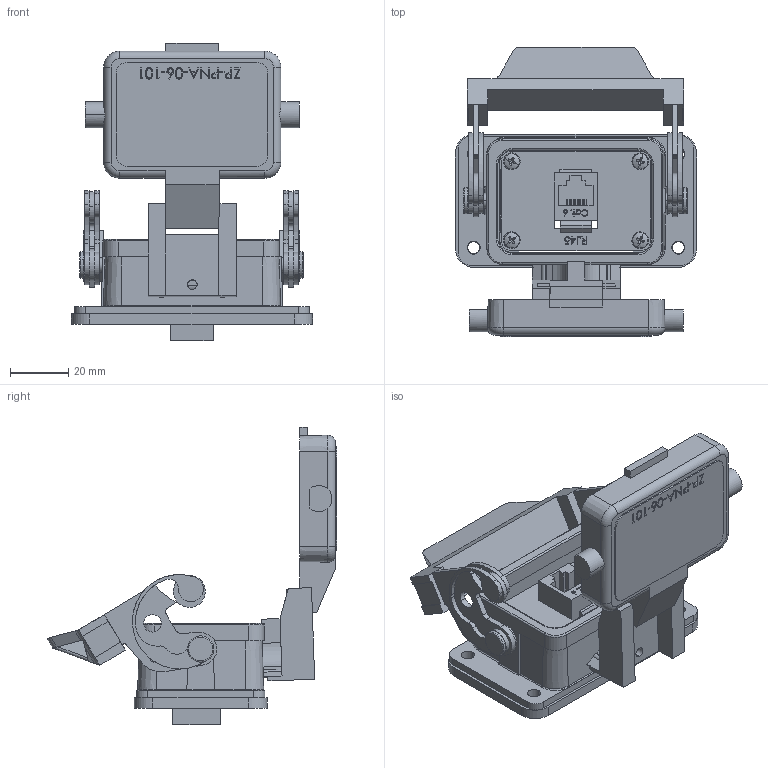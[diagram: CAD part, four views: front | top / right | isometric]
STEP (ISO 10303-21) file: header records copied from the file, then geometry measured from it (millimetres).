
FILE_DESCRIPTION (( 'STEP AP203' ), '1' );
FILE_NAME ('ZP-PNA-06-101.STEP', '2025-03-19T19:04:19', ( '' ), ( '' ), 'SwSTEP 2.0', 'SolidWorks 2024', '' );
FILE_SCHEMA (( 'CONFIG_CONTROL_DESIGN' ));
Length unit declared in the file: millimetre
Products named in the file (1): ZP-PNA-06-101
Bounding box: 82.5 x 99.17 x 101.87 mm (x, y, z)
Volume: 70696.9 mm3; surface area: 49897 mm2
Topology: 1 solids, 9 shells, 1165 faces, 3057 edges, 1976 vertices
Faces by surface type: plane 686, cylinder 299, bspline 117, torus 39, cone 16, sphere 8
Entity records: 42627 total; most frequent: CARTESIAN_POINT 14063, ORIENTED_EDGE 6114, DIRECTION 5584, EDGE_CURVE 3057, LINE 1986, VECTOR 1986, VERTEX_POINT 1976, AXIS2_PLACEMENT_3D 1799
